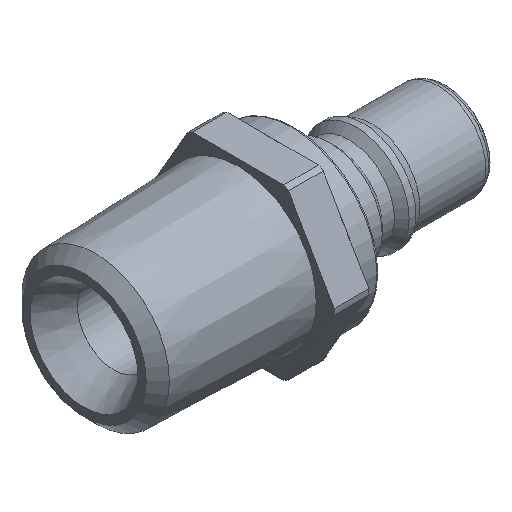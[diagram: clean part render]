
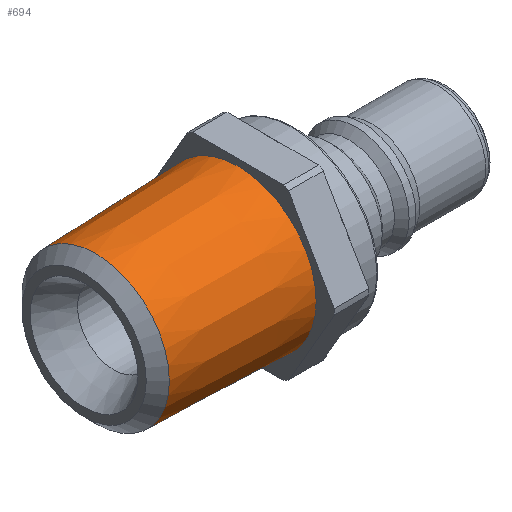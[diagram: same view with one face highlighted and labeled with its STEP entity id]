
A CAD part, isometric view. The second image highlights one B-rep face of the part: STEP entity #694.
In plain terms, the highlighted conical face has half-angle 1.79 degrees and reference radius 9.861 mm.
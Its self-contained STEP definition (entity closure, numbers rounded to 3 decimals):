
#28=CONICAL_SURFACE('',#828,9.861,0.031);
#79=CIRCLE('',#827,9.572);
#80=CIRCLE('',#829,10.15);
#130=FACE_OUTER_BOUND('',#171,.T.);
#171=EDGE_LOOP('',(#579,#580,#581,#582));
#219=LINE('',#1251,#263);
#263=VECTOR('',#1051,9.861);
#320=VERTEX_POINT('',#1245);
#321=VERTEX_POINT('',#1249);
#410=EDGE_CURVE('',#320,#320,#79,.T.);
#412=EDGE_CURVE('',#321,#321,#80,.T.);
#413=EDGE_CURVE('',#321,#320,#219,.T.);
#579=ORIENTED_EDGE('',*,*,#412,.F.);
#580=ORIENTED_EDGE('',*,*,#413,.T.);
#581=ORIENTED_EDGE('',*,*,#410,.T.);
#582=ORIENTED_EDGE('',*,*,#413,.F.);
#694=ADVANCED_FACE('',(#130),#28,.T.);
#827=AXIS2_PLACEMENT_3D('',#1246,#1044,#1045);
#828=AXIS2_PLACEMENT_3D('',#1248,#1047,#1048);
#829=AXIS2_PLACEMENT_3D('',#1250,#1049,#1050);
#1044=DIRECTION('center_axis',(1.,0.,0.));
#1045=DIRECTION('ref_axis',(0.,0.,-1.));
#1047=DIRECTION('center_axis',(1.,0.,0.));
#1048=DIRECTION('ref_axis',(0.,1.,0.));
#1049=DIRECTION('center_axis',(1.,0.,0.));
#1050=DIRECTION('ref_axis',(0.,0.,-1.));
#1051=DIRECTION('',(-1.,0.031,0.));
#1245=CARTESIAN_POINT('',(1.5,-9.572,0.));
#1246=CARTESIAN_POINT('Origin',(1.5,0.,0.));
#1248=CARTESIAN_POINT('Origin',(10.75,0.,0.));
#1249=CARTESIAN_POINT('',(20.,-10.15,0.));
#1250=CARTESIAN_POINT('Origin',(20.,0.,0.));
#1251=CARTESIAN_POINT('',(10.75,-9.861,0.));
